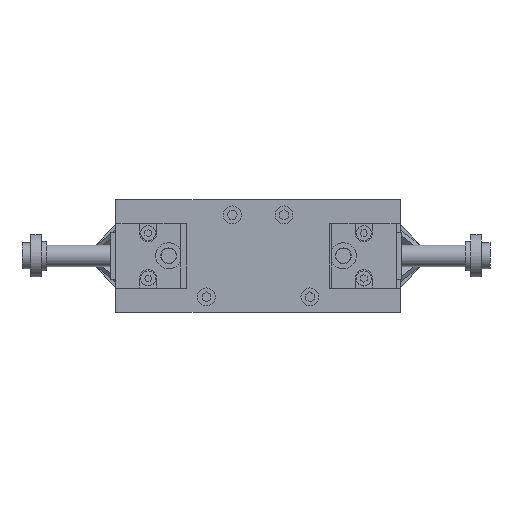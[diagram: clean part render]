
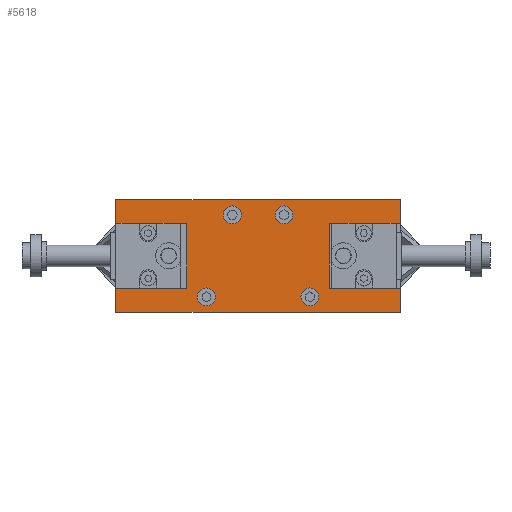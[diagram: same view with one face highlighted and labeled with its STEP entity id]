
A CAD part, top view. The second image highlights one B-rep face of the part: STEP entity #5618.
In plain terms, the highlighted planar face has unit normal (0, 0, 1).
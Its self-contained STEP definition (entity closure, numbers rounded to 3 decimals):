
#92=CIRCLE('',#5879,4.15);
#93=CIRCLE('',#5880,4.15);
#94=CIRCLE('',#5881,4.15);
#95=CIRCLE('',#5882,4.15);
#212=ORIENTED_EDGE('',*,*,#1308,.T.);
#213=ORIENTED_EDGE('',*,*,#1309,.T.);
#214=ORIENTED_EDGE('',*,*,#1310,.T.);
#215=ORIENTED_EDGE('',*,*,#1311,.F.);
#216=ORIENTED_EDGE('',*,*,#1302,.F.);
#217=ORIENTED_EDGE('',*,*,#1312,.F.);
#218=ORIENTED_EDGE('',*,*,#1313,.T.);
#219=ORIENTED_EDGE('',*,*,#1314,.T.);
#220=ORIENTED_EDGE('',*,*,#1315,.T.);
#221=ORIENTED_EDGE('',*,*,#1316,.F.);
#222=ORIENTED_EDGE('',*,*,#1305,.F.);
#223=ORIENTED_EDGE('',*,*,#1317,.F.);
#224=ORIENTED_EDGE('',*,*,#1318,.T.);
#225=ORIENTED_EDGE('',*,*,#1319,.T.);
#226=ORIENTED_EDGE('',*,*,#1320,.T.);
#227=ORIENTED_EDGE('',*,*,#1321,.T.);
#1302=EDGE_CURVE('',#1851,#1852,#2231,.T.);
#1305=EDGE_CURVE('',#1853,#1854,#2234,.T.);
#1308=EDGE_CURVE('',#1855,#1856,#2237,.T.);
#1309=EDGE_CURVE('',#1856,#1857,#2238,.T.);
#1310=EDGE_CURVE('',#1857,#1858,#2239,.T.);
#1311=EDGE_CURVE('',#1852,#1858,#2240,.T.);
#1312=EDGE_CURVE('',#1859,#1851,#2241,.T.);
#1313=EDGE_CURVE('',#1859,#1860,#2242,.T.);
#1314=EDGE_CURVE('',#1860,#1861,#2243,.T.);
#1315=EDGE_CURVE('',#1861,#1862,#2244,.T.);
#1316=EDGE_CURVE('',#1854,#1862,#2245,.T.);
#1317=EDGE_CURVE('',#1855,#1853,#2246,.T.);
#1318=EDGE_CURVE('',#1863,#1863,#92,.T.);
#1319=EDGE_CURVE('',#1864,#1864,#93,.T.);
#1320=EDGE_CURVE('',#1865,#1865,#94,.T.);
#1321=EDGE_CURVE('',#1866,#1866,#95,.T.);
#1851=VERTEX_POINT('',#7390);
#1852=VERTEX_POINT('',#7391);
#1853=VERTEX_POINT('',#7396);
#1854=VERTEX_POINT('',#7397);
#1855=VERTEX_POINT('',#7402);
#1856=VERTEX_POINT('',#7403);
#1857=VERTEX_POINT('',#7405);
#1858=VERTEX_POINT('',#7407);
#1859=VERTEX_POINT('',#7410);
#1860=VERTEX_POINT('',#7412);
#1861=VERTEX_POINT('',#7414);
#1862=VERTEX_POINT('',#7416);
#1863=VERTEX_POINT('',#7420);
#1864=VERTEX_POINT('',#7422);
#1865=VERTEX_POINT('',#7424);
#1866=VERTEX_POINT('',#7426);
#2231=LINE('',#7389,#2676);
#2234=LINE('',#7395,#2679);
#2237=LINE('',#7401,#2682);
#2238=LINE('',#7404,#2683);
#2239=LINE('',#7406,#2684);
#2240=LINE('',#7408,#2685);
#2241=LINE('',#7409,#2686);
#2242=LINE('',#7411,#2687);
#2243=LINE('',#7413,#2688);
#2244=LINE('',#7415,#2689);
#2245=LINE('',#7417,#2690);
#2246=LINE('',#7418,#2691);
#2676=VECTOR('',#6241,1000.);
#2679=VECTOR('',#6246,1000.);
#2682=VECTOR('',#6251,1000.);
#2683=VECTOR('',#6252,1000.);
#2684=VECTOR('',#6253,1000.);
#2685=VECTOR('',#6254,1000.);
#2686=VECTOR('',#6255,1000.);
#2687=VECTOR('',#6256,1000.);
#2688=VECTOR('',#6257,1000.);
#2689=VECTOR('',#6258,1000.);
#2690=VECTOR('',#6259,1000.);
#2691=VECTOR('',#6260,1000.);
#3120=EDGE_LOOP('',(#212,#213,#214,#215,#216,#217,#218,#219,#220,#221,#222,
#223));
#3121=EDGE_LOOP('',(#224));
#3122=EDGE_LOOP('',(#225));
#3123=EDGE_LOOP('',(#226));
#3124=EDGE_LOOP('',(#227));
#3431=FACE_BOUND('',#3120,.T.);
#3432=FACE_BOUND('',#3121,.T.);
#3433=FACE_BOUND('',#3122,.T.);
#3434=FACE_BOUND('',#3123,.T.);
#3435=FACE_BOUND('',#3124,.T.);
#3738=PLANE('',#5878);
#5618=ADVANCED_FACE('',(#3431,#3432,#3433,#3434,#3435),#3738,.T.);
#5878=AXIS2_PLACEMENT_3D('',#7400,#6249,#6250);
#5879=AXIS2_PLACEMENT_3D('',#7419,#6261,#6262);
#5880=AXIS2_PLACEMENT_3D('',#7421,#6263,#6264);
#5881=AXIS2_PLACEMENT_3D('',#7423,#6265,#6266);
#5882=AXIS2_PLACEMENT_3D('',#7425,#6267,#6268);
#6241=DIRECTION('',(1.,0.,0.));
#6246=DIRECTION('',(-1.,0.,0.));
#6249=DIRECTION('',(0.,0.,1.));
#6250=DIRECTION('',(1.,0.,0.));
#6251=DIRECTION('',(-1.,0.,0.));
#6252=DIRECTION('',(0.,1.,0.));
#6253=DIRECTION('',(1.,0.,0.));
#6254=DIRECTION('',(0.,-1.,0.));
#6255=DIRECTION('',(0.,1.,0.));
#6256=DIRECTION('',(1.,0.,0.));
#6257=DIRECTION('',(0.,-1.,0.));
#6258=DIRECTION('',(-1.,0.,0.));
#6259=DIRECTION('',(0.,1.,0.));
#6260=DIRECTION('',(0.,-1.,0.));
#6261=DIRECTION('',(0.,0.,-1.));
#6262=DIRECTION('',(-1.,0.,0.));
#6263=DIRECTION('',(0.,0.,-1.));
#6264=DIRECTION('',(-1.,0.,0.));
#6265=DIRECTION('',(0.,0.,-1.));
#6266=DIRECTION('',(-1.,0.,0.));
#6267=DIRECTION('',(0.,0.,-1.));
#6268=DIRECTION('',(-1.,0.,0.));
#7389=CARTESIAN_POINT('',(-66.,26.,30.));
#7390=CARTESIAN_POINT('',(-66.,26.,30.));
#7391=CARTESIAN_POINT('',(66.,26.,30.));
#7395=CARTESIAN_POINT('',(66.,-26.,30.));
#7396=CARTESIAN_POINT('',(66.,-26.,30.));
#7397=CARTESIAN_POINT('',(-66.,-26.,30.));
#7400=CARTESIAN_POINT('',(0.,0.,30.));
#7401=CARTESIAN_POINT('',(33.,-15.,30.));
#7402=CARTESIAN_POINT('',(66.,-15.,30.));
#7403=CARTESIAN_POINT('',(33.,-15.,30.));
#7404=CARTESIAN_POINT('',(33.,-7.5,30.));
#7405=CARTESIAN_POINT('',(33.,15.,30.));
#7406=CARTESIAN_POINT('',(16.5,15.,30.));
#7407=CARTESIAN_POINT('',(66.,15.,30.));
#7408=CARTESIAN_POINT('',(66.,26.,30.));
#7409=CARTESIAN_POINT('',(-66.,-26.,30.));
#7410=CARTESIAN_POINT('',(-66.,15.,30.));
#7411=CARTESIAN_POINT('',(-33.,15.,30.));
#7412=CARTESIAN_POINT('',(-33.,15.,30.));
#7413=CARTESIAN_POINT('',(-33.,7.5,30.));
#7414=CARTESIAN_POINT('',(-33.,-15.,30.));
#7415=CARTESIAN_POINT('',(-16.5,-15.,30.));
#7416=CARTESIAN_POINT('',(-66.,-15.,30.));
#7417=CARTESIAN_POINT('',(-66.,-26.,30.));
#7418=CARTESIAN_POINT('',(66.,26.,30.));
#7419=CARTESIAN_POINT('',(24.,-19.,30.));
#7420=CARTESIAN_POINT('',(19.85,-19.,30.));
#7421=CARTESIAN_POINT('',(12.,19.,30.));
#7422=CARTESIAN_POINT('',(7.85,19.,30.));
#7423=CARTESIAN_POINT('',(-12.,19.,30.));
#7424=CARTESIAN_POINT('',(-16.15,19.,30.));
#7425=CARTESIAN_POINT('',(-24.,-19.,30.));
#7426=CARTESIAN_POINT('',(-28.15,-19.,30.));
